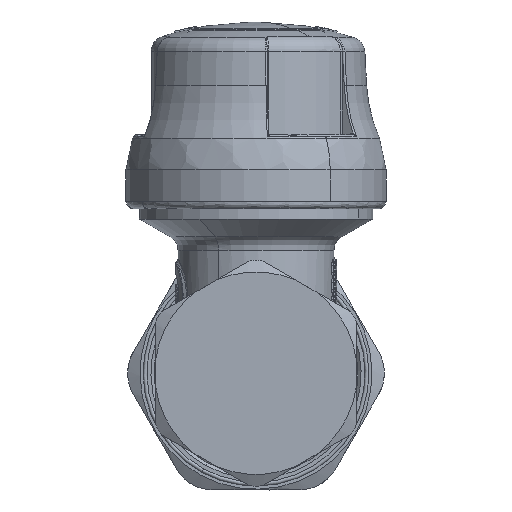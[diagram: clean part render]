
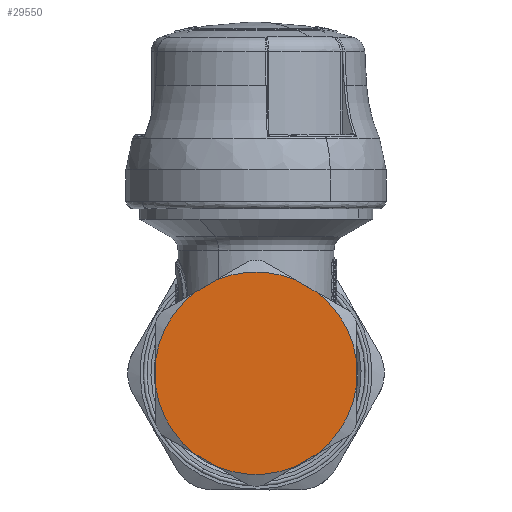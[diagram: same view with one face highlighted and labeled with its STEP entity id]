
A CAD part, left-side view. The second image highlights one B-rep face of the part: STEP entity #29550.
In plain terms, the highlighted planar face has unit normal (-1, 0, 0).
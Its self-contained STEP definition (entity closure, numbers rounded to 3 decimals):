
#26900=CARTESIAN_POINT('Vertex',(-29.,12.9,-1.609)) ;
#26905=CARTESIAN_POINT('Line Origine',(-29.,12.9,0.)) ;
#26909=CARTESIAN_POINT('Vertex',(-29.,12.9,1.609)) ;
#27858=CARTESIAN_POINT('Vertex',(-29.,-12.9,-1.609)) ;
#27861=CARTESIAN_POINT('Axis2P3D Location',(-29.,0.,0.)) ;
#27865=CARTESIAN_POINT('Vertex',(-29.,-7.844,-10.367)) ;
#27991=CARTESIAN_POINT('Vertex',(-29.,-7.844,10.367)) ;
#27994=CARTESIAN_POINT('Axis2P3D Location',(-29.,0.,0.)) ;
#27998=CARTESIAN_POINT('Vertex',(-29.,-12.9,1.609)) ;
#28056=CARTESIAN_POINT('Vertex',(-29.,5.056,-11.976)) ;
#28065=CARTESIAN_POINT('Vertex',(-29.,-5.056,-11.976)) ;
#28068=CARTESIAN_POINT('Axis2P3D Location',(-29.,0.,0.)) ;
#29325=CARTESIAN_POINT('Vertex',(-29.,7.844,-10.367)) ;
#29328=CARTESIAN_POINT('Axis2P3D Location',(-29.,0.,0.)) ;
#29473=CARTESIAN_POINT('Vertex',(-29.,-5.056,11.976)) ;
#29482=CARTESIAN_POINT('Vertex',(-29.,5.056,11.976)) ;
#29485=CARTESIAN_POINT('Axis2P3D Location',(-29.,0.,0.)) ;
#29499=CARTESIAN_POINT('Axis2P3D Location',(-29.,0.,13.)) ;
#29504=CARTESIAN_POINT('Line Origine',(-29.,-12.9,0.)) ;
#29509=CARTESIAN_POINT('Line Origine',(-29.,-6.45,11.172)) ;
#29514=CARTESIAN_POINT('Line Origine',(-29.,6.45,11.172)) ;
#29518=CARTESIAN_POINT('Vertex',(-29.,7.844,10.367)) ;
#29521=CARTESIAN_POINT('Axis2P3D Location',(-29.,0.,0.)) ;
#29526=CARTESIAN_POINT('Line Origine',(-29.,6.45,-11.172)) ;
#29531=CARTESIAN_POINT('Line Origine',(-29.,-6.45,-11.172)) ;
#26906=DIRECTION('Vector Direction',(0.,0.,1.)) ;
#27862=DIRECTION('Axis2P3D Direction',(1.,-0.,0.)) ;
#27995=DIRECTION('Axis2P3D Direction',(1.,-0.,0.)) ;
#28069=DIRECTION('Axis2P3D Direction',(1.,-0.,0.)) ;
#29329=DIRECTION('Axis2P3D Direction',(1.,-0.,0.)) ;
#29486=DIRECTION('Axis2P3D Direction',(1.,-0.,0.)) ;
#29500=DIRECTION('Axis2P3D Direction',(-1.,0.,0.)) ;
#29501=DIRECTION('Axis2P3D XDirection',(0.,1.,0.)) ;
#29505=DIRECTION('Vector Direction',(0.,0.,-1.)) ;
#29510=DIRECTION('Vector Direction',(0.,-0.866,-0.5)) ;
#29515=DIRECTION('Vector Direction',(0.,0.866,-0.5)) ;
#29522=DIRECTION('Axis2P3D Direction',(-1.,0.,0.)) ;
#29527=DIRECTION('Vector Direction',(0.,0.866,0.5)) ;
#29532=DIRECTION('Vector Direction',(0.,-0.866,0.5)) ;
#27863=AXIS2_PLACEMENT_3D('Circle Axis2P3D',#27861,#27862,$) ;
#27996=AXIS2_PLACEMENT_3D('Circle Axis2P3D',#27994,#27995,$) ;
#28070=AXIS2_PLACEMENT_3D('Circle Axis2P3D',#28068,#28069,$) ;
#29330=AXIS2_PLACEMENT_3D('Circle Axis2P3D',#29328,#29329,$) ;
#29487=AXIS2_PLACEMENT_3D('Circle Axis2P3D',#29485,#29486,$) ;
#29502=AXIS2_PLACEMENT_3D('Plane Axis2P3D',#29499,#29500,#29501) ;
#29523=AXIS2_PLACEMENT_3D('Circle Axis2P3D',#29521,#29522,$) ;
#29537=ORIENTED_EDGE('',*,*,#27867,.T.) ;
#29538=ORIENTED_EDGE('',*,*,#29508,.F.) ;
#29539=ORIENTED_EDGE('',*,*,#28000,.T.) ;
#29540=ORIENTED_EDGE('',*,*,#29513,.F.) ;
#29541=ORIENTED_EDGE('',*,*,#29489,.T.) ;
#29542=ORIENTED_EDGE('',*,*,#29520,.T.) ;
#29543=ORIENTED_EDGE('',*,*,#29525,.T.) ;
#29544=ORIENTED_EDGE('',*,*,#26911,.F.) ;
#29545=ORIENTED_EDGE('',*,*,#29332,.T.) ;
#29546=ORIENTED_EDGE('',*,*,#29530,.F.) ;
#29547=ORIENTED_EDGE('',*,*,#28072,.T.) ;
#29548=ORIENTED_EDGE('',*,*,#29535,.T.) ;
#26907=VECTOR('Line Direction',#26906,1.) ;
#29506=VECTOR('Line Direction',#29505,1.) ;
#29511=VECTOR('Line Direction',#29510,1.) ;
#29516=VECTOR('Line Direction',#29515,1.) ;
#29528=VECTOR('Line Direction',#29527,1.) ;
#29533=VECTOR('Line Direction',#29532,1.) ;
#29550=ADVANCED_FACE('PartBody',(#29549),#29503,.T.) ;
#27864=CIRCLE('generated circle',#27863,13.) ;
#27997=CIRCLE('generated circle',#27996,13.) ;
#28071=CIRCLE('generated circle',#28070,13.) ;
#29331=CIRCLE('generated circle',#29330,13.) ;
#29488=CIRCLE('generated circle',#29487,13.) ;
#29524=CIRCLE('generated circle',#29523,13.) ;
#26911=EDGE_CURVE('',#26901,#26910,#26908,.T.) ;
#27867=EDGE_CURVE('',#27866,#27859,#27864,.F.) ;
#28000=EDGE_CURVE('',#27999,#27992,#27997,.F.) ;
#28072=EDGE_CURVE('',#28057,#28066,#28071,.F.) ;
#29332=EDGE_CURVE('',#26901,#29326,#29331,.F.) ;
#29489=EDGE_CURVE('',#29474,#29483,#29488,.F.) ;
#29508=EDGE_CURVE('',#27999,#27859,#29507,.T.) ;
#29513=EDGE_CURVE('',#29474,#27992,#29512,.T.) ;
#29520=EDGE_CURVE('',#29483,#29519,#29517,.T.) ;
#29525=EDGE_CURVE('',#29519,#26910,#29524,.T.) ;
#29530=EDGE_CURVE('',#28057,#29326,#29529,.T.) ;
#29535=EDGE_CURVE('',#28066,#27866,#29534,.T.) ;
#29536=EDGE_LOOP('',(#29537,#29538,#29539,#29540,#29541,#29542,#29543,#29544,#29545,#29546,#29547,#29548)) ;
#29549=FACE_OUTER_BOUND('',#29536,.T.) ;
#26908=LINE('Line',#26905,#26907) ;
#29507=LINE('Line',#29504,#29506) ;
#29512=LINE('Line',#29509,#29511) ;
#29517=LINE('Line',#29514,#29516) ;
#29529=LINE('Line',#29526,#29528) ;
#29534=LINE('Line',#29531,#29533) ;
#29503=PLANE('',#29502) ;
#26901=VERTEX_POINT('',#26900) ;
#26910=VERTEX_POINT('',#26909) ;
#27859=VERTEX_POINT('',#27858) ;
#27866=VERTEX_POINT('',#27865) ;
#27992=VERTEX_POINT('',#27991) ;
#27999=VERTEX_POINT('',#27998) ;
#28057=VERTEX_POINT('',#28056) ;
#28066=VERTEX_POINT('',#28065) ;
#29326=VERTEX_POINT('',#29325) ;
#29474=VERTEX_POINT('',#29473) ;
#29483=VERTEX_POINT('',#29482) ;
#29519=VERTEX_POINT('',#29518) ;
